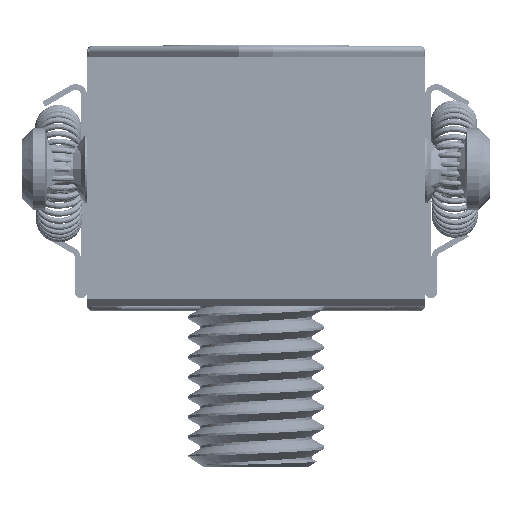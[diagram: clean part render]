
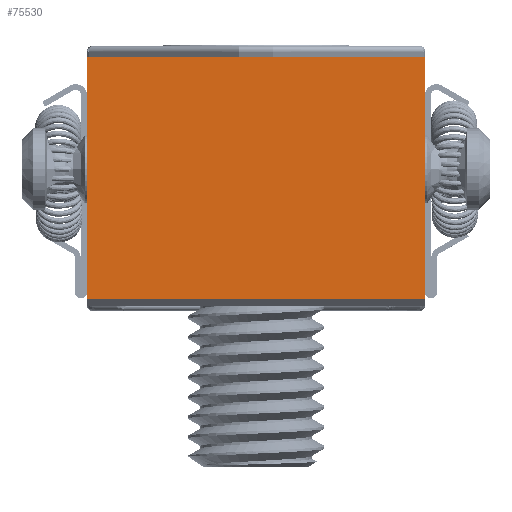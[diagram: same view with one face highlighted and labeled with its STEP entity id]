
A CAD part, left-side view. The second image highlights one B-rep face of the part: STEP entity #75530.
In plain terms, the highlighted face is planar.
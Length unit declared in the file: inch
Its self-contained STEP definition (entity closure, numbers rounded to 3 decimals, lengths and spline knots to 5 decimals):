
#7794 = DIRECTION ( 'NONE',  ( 1., 0., 0. ) ) ;
#10456 = EDGE_CURVE ( 'NONE', #18945, #28791, #57961, .T. ) ;
#13197 = DIRECTION ( 'NONE',  ( 0., -1., 0. ) ) ;
#13712 = CARTESIAN_POINT ( 'NONE',  ( 0.58268, 0.43701, 0. ) ) ;
#15526 = CARTESIAN_POINT ( 'NONE',  ( 1.16535, 0., 0. ) ) ;
#15998 = FACE_OUTER_BOUND ( 'NONE', #64259, .T. ) ;
#18945 = VERTEX_POINT ( 'NONE', #73693 ) ;
#23638 = DIRECTION ( 'NONE',  ( 1., 0., 0. ) ) ;
#23816 = CARTESIAN_POINT ( 'NONE',  ( 0., 0., 0. ) ) ;
#24055 = DIRECTION ( 'NONE',  ( 0., 1., 0. ) ) ;
#24870 = LINE ( 'NONE', #25088, #69355 ) ;
#25088 = CARTESIAN_POINT ( 'NONE',  ( 0., 0.43701, 0. ) ) ;
#28791 = VERTEX_POINT ( 'NONE', #38786 ) ;
#29851 = VECTOR ( 'NONE', #23638, 39.37008 ) ;
#31890 = PLANE ( 'NONE',  #53598 ) ;
#33627 = ORIENTED_EDGE ( 'NONE', *, *, #54681, .F. ) ;
#34669 = VERTEX_POINT ( 'NONE', #23816 ) ;
#35475 = ORIENTED_EDGE ( 'NONE', *, *, #10456, .F. ) ;
#35819 = EDGE_CURVE ( 'NONE', #34669, #41130, #63994, .T. ) ;
#37698 = LINE ( 'NONE', #78368, #41521 ) ;
#38786 = CARTESIAN_POINT ( 'NONE',  ( 0., 0.83465, 0. ) ) ;
#41130 = VERTEX_POINT ( 'NONE', #15526 ) ;
#41521 = VECTOR ( 'NONE', #24055, 39.37008 ) ;
#44065 = DIRECTION ( 'NONE',  ( 0., 0., 1. ) ) ;
#50417 = ORIENTED_EDGE ( 'NONE', *, *, #35819, .F. ) ;
#53598 = AXIS2_PLACEMENT_3D ( 'NONE', #13712, #44065, #7794 ) ;
#54415 = DIRECTION ( 'NONE',  ( -1., 0., 0. ) ) ;
#54681 = EDGE_CURVE ( 'NONE', #28791, #34669, #24870, .T. ) ;
#57961 = LINE ( 'NONE', #72172, #72169 ) ;
#63994 = LINE ( 'NONE', #72098, #29851 ) ;
#64259 = EDGE_LOOP ( 'NONE', ( #65282, #50417, #33627, #35475 ) ) ;
#65282 = ORIENTED_EDGE ( 'NONE', *, *, #75436, .F. ) ;
#69355 = VECTOR ( 'NONE', #13197, 39.37008 ) ;
#72098 = CARTESIAN_POINT ( 'NONE',  ( 0.58268, 0., 0. ) ) ;
#72169 = VECTOR ( 'NONE', #54415, 39.37008 ) ;
#72172 = CARTESIAN_POINT ( 'NONE',  ( 0.58268, 0.83465, 0. ) ) ;
#73693 = CARTESIAN_POINT ( 'NONE',  ( 1.16535, 0.83465, 0. ) ) ;
#75436 = EDGE_CURVE ( 'NONE', #41130, #18945, #37698, .T. ) ;
#75530 = ADVANCED_FACE ( 'NONE', ( #15998 ), #31890, .F. ) ;
#78368 = CARTESIAN_POINT ( 'NONE',  ( 1.16535, 0.43701, 0. ) ) ;
